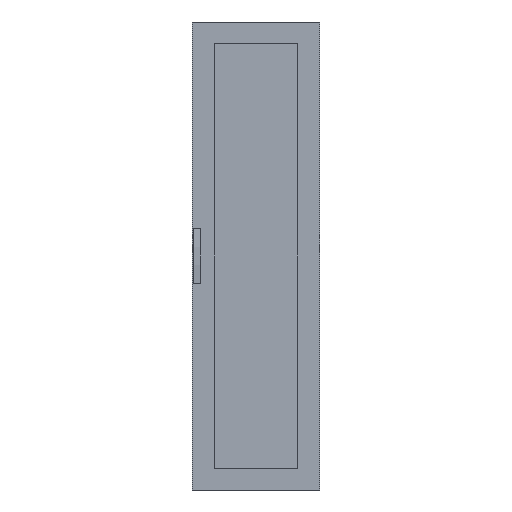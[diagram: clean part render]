
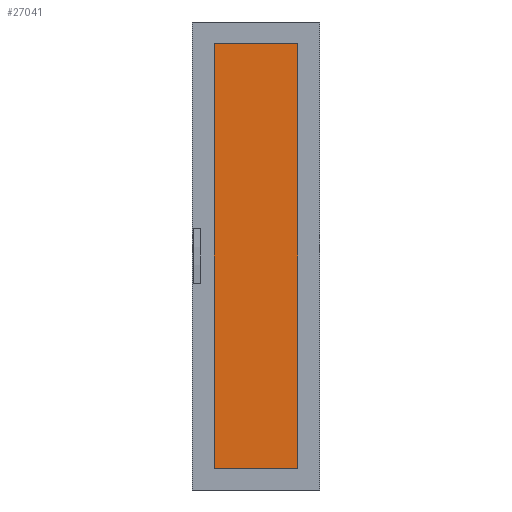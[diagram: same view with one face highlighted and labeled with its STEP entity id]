
A CAD part, front view. The second image highlights one B-rep face of the part: STEP entity #27041.
In plain terms, the highlighted planar face has unit normal (0, -1, 0).
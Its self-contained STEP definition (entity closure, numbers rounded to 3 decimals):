
#268 = EDGE_CURVE ( 'NONE', #12033, #1473, #7173, .T. ) ;
#447 = VECTOR ( 'NONE', #24657, 1000. ) ;
#1473 = VERTEX_POINT ( 'NONE', #27014 ) ;
#4498 = DIRECTION ( 'NONE',  ( 0., 0., -1. ) ) ;
#4521 = LINE ( 'NONE', #19930, #447 ) ;
#4988 = EDGE_CURVE ( 'NONE', #1473, #6417, #10995, .T. ) ;
#5998 = CARTESIAN_POINT ( 'NONE',  ( 0., 0.002, 0. ) ) ;
#6139 = DIRECTION ( 'NONE',  ( 0., -1., 0. ) ) ;
#6417 = VERTEX_POINT ( 'NONE', #23907 ) ;
#6698 = ORIENTED_EDGE ( 'NONE', *, *, #4988, .T. ) ;
#7173 = LINE ( 'NONE', #15526, #19913 ) ;
#8618 = ORIENTED_EDGE ( 'NONE', *, *, #16109, .T. ) ;
#9589 = CARTESIAN_POINT ( 'NONE',  ( -217.282, 0.002, 1005.494 ) ) ;
#10995 = LINE ( 'NONE', #13154, #17825 ) ;
#12033 = VERTEX_POINT ( 'NONE', #21947 ) ;
#12187 = VERTEX_POINT ( 'NONE', #9589 ) ;
#13154 = CARTESIAN_POINT ( 'NONE',  ( 217.282, 0.002, -1005.494 ) ) ;
#14926 = DIRECTION ( 'NONE',  ( 0., 0., -1. ) ) ;
#15526 = CARTESIAN_POINT ( 'NONE',  ( -217.282, 0.002, -1005.494 ) ) ;
#15736 = DIRECTION ( 'NONE',  ( 0., 0., 1. ) ) ;
#15944 = DIRECTION ( 'NONE',  ( 1., 0., 0. ) ) ;
#16109 = EDGE_CURVE ( 'NONE', #6417, #12187, #4521, .T. ) ;
#16881 = VECTOR ( 'NONE', #4498, 1000. ) ;
#17748 = CARTESIAN_POINT ( 'NONE',  ( -217.282, 0.002, 1005.494 ) ) ;
#17825 = VECTOR ( 'NONE', #15736, 1000. ) ;
#18034 = LINE ( 'NONE', #17748, #16881 ) ;
#19214 = ORIENTED_EDGE ( 'NONE', *, *, #268, .T. ) ;
#19913 = VECTOR ( 'NONE', #15944, 1000. ) ;
#19930 = CARTESIAN_POINT ( 'NONE',  ( 217.282, 0.002, 1005.494 ) ) ;
#20217 = AXIS2_PLACEMENT_3D ( 'NONE', #5998, #6139, #14926 ) ;
#20568 = EDGE_CURVE ( 'NONE', #12187, #12033, #18034, .T. ) ;
#20744 = EDGE_LOOP ( 'NONE', ( #20817, #19214, #6698, #8618 ) ) ;
#20817 = ORIENTED_EDGE ( 'NONE', *, *, #20568, .T. ) ;
#21662 = PLANE ( 'NONE',  #20217 ) ;
#21947 = CARTESIAN_POINT ( 'NONE',  ( -217.282, 0.002, -1005.494 ) ) ;
#23907 = CARTESIAN_POINT ( 'NONE',  ( 217.282, 0.002, 1005.494 ) ) ;
#24657 = DIRECTION ( 'NONE',  ( -1., 0., 0. ) ) ;
#25839 = FACE_OUTER_BOUND ( 'NONE', #20744, .T. ) ;
#27014 = CARTESIAN_POINT ( 'NONE',  ( 217.282, 0.002, -1005.494 ) ) ;
#27041 = ADVANCED_FACE ( 'NONE', ( #25839 ), #21662, .T. ) ;
